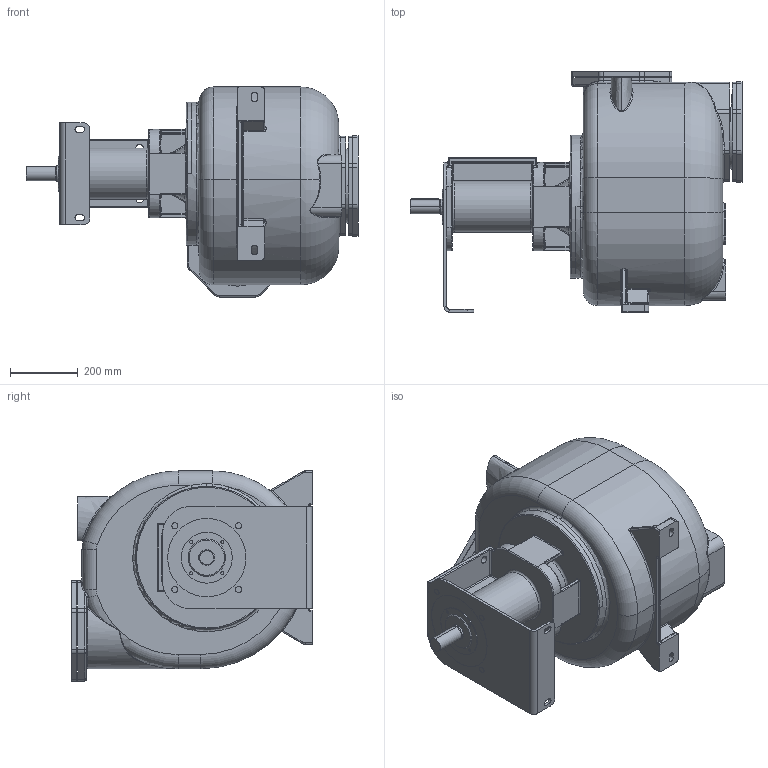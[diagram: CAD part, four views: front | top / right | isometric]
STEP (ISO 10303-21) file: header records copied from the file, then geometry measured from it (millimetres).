
FILE_DESCRIPTION((''),'2;1');
FILE_NAME('S220_B','2021-01-28T17:21:14',('Nicola'),(''),'CREO PARAMETRIC BY PTC INC, 2020342','CREO PARAMETRIC BY PTC INC, 2020342','');
FILE_SCHEMA(('CONFIG_CONTROL_DESIGN'));
Products named in the file (1): S220_B
Bounding box: 976.5 x 707 x 618 mm (x, y, z)
Volume: 148937652.2 mm3; surface area: 2723815.4 mm2
Topology: 3 solids, 3 shells, 901 faces, 2177 edges, 1286 vertices
Faces by surface type: cylinder 373, plane 183, bspline 173, torus 138, sphere 18, cone 14, extrusion 2
Entity records: 45612 total; most frequent: CARTESIAN_POINT 25316, ORIENTED_EDGE 4338, DIRECTION 4192, EDGE_CURVE 2169, AXIS2_PLACEMENT_3D 1705, VERTEX_POINT 1286, EDGE_LOOP 987, CIRCLE 977
